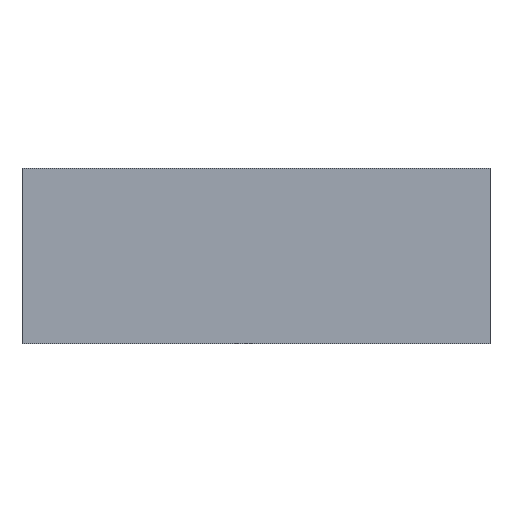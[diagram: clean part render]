
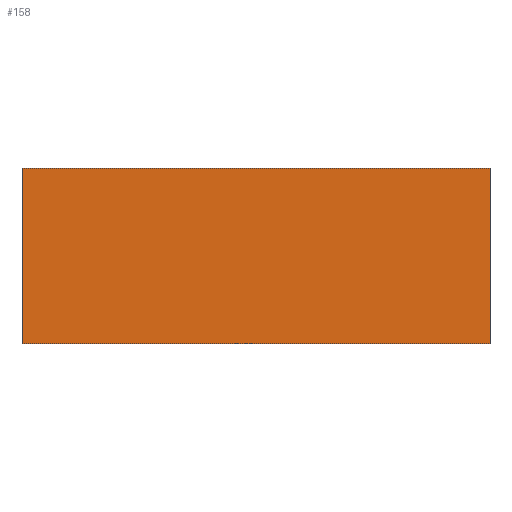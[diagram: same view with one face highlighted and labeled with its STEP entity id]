
A CAD part, top view. The second image highlights one B-rep face of the part: STEP entity #158.
In plain terms, the highlighted planar face has unit normal (0, 0, 1).
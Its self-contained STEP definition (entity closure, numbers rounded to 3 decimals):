
#119=CARTESIAN_POINT('POINT9',(-4.,1.5,0.));
#120=VERTEX_POINT('VERTEX9',#119);
#121=CARTESIAN_POINT('POINT10',(4.,1.5,0.));
#122=VERTEX_POINT('VERTEX10',#121);
#123=CARTESIAN_POINT('POS12',(-4.,1.5,0.));
#124=DIRECTION('DIR23',(1.,0.,0.));
#125=VECTOR('VEC1',#124,1.);
#126=LINE('STRAIGHT1',#123,#125);
#127=EDGE_CURVE('EDGE13',#120,#122,#126,.T.);
#128=ORIENTED_EDGE('COEDGE21',*,*,#127,.F.);
#129=CARTESIAN_POINT('POINT11',(-4.,-1.5,0.));
#130=VERTEX_POINT('VERTEX11',#129);
#131=CARTESIAN_POINT('POS13',(-4.,-1.5,0.));
#132=DIRECTION('DIR24',(0.,1.,0.));
#133=VECTOR('VEC2',#132,1.);
#134=LINE('STRAIGHT2',#131,#133);
#135=EDGE_CURVE('EDGE14',#130,#120,#134,.T.);
#136=ORIENTED_EDGE('COEDGE22',*,*,#135,.F.);
#137=CARTESIAN_POINT('POINT12',(4.,-1.5,0.));
#138=VERTEX_POINT('VERTEX12',#137);
#139=CARTESIAN_POINT('POS14',(4.,-1.5,0.));
#140=DIRECTION('DIR25',(-1.,0.,0.));
#141=VECTOR('VEC3',#140,1.);
#142=LINE('STRAIGHT3',#139,#141);
#143=EDGE_CURVE('EDGE15',#138,#130,#142,.T.);
#144=ORIENTED_EDGE('COEDGE23',*,*,#143,.F.);
#145=CARTESIAN_POINT('POS15',(4.,1.5,0.));
#146=DIRECTION('DIR26',(0.,-1.,0.));
#147=VECTOR('VEC4',#146,1.);
#148=LINE('STRAIGHT4',#145,#147);
#149=EDGE_CURVE('EDGE16',#122,#138,#148,.T.);
#150=ORIENTED_EDGE('COEDGE24',*,*,#149,.F.);
#151=EDGE_LOOP('NONE',(#128,#136,#144,#150));
#152=FACE_BOUND('LOOP1',#151,.T.);
#153=CARTESIAN_POINT('POS16',(0.,0.,0.));
#154=DIRECTION('DIR27',(0.,0.,-1.));
#155=DIRECTION('DIR28',(1.,0.,0.));
#156=AXIS2_PLACEMENT_3D('AXIS12',#153,#154,#155);
#157=PLANE('PLANE2',#156);
#158=ADVANCED_FACE('FACE6',(#152),#157,.F.);
